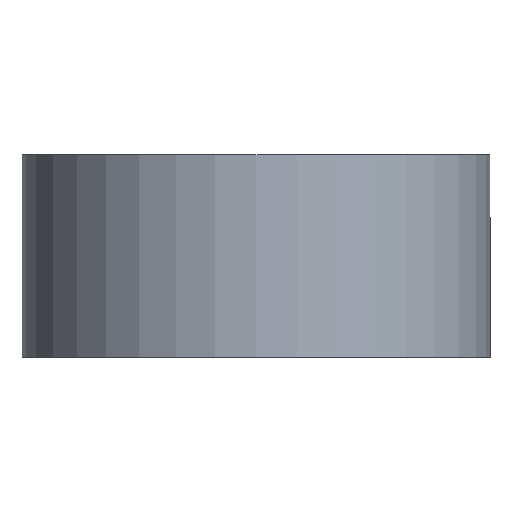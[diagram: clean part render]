
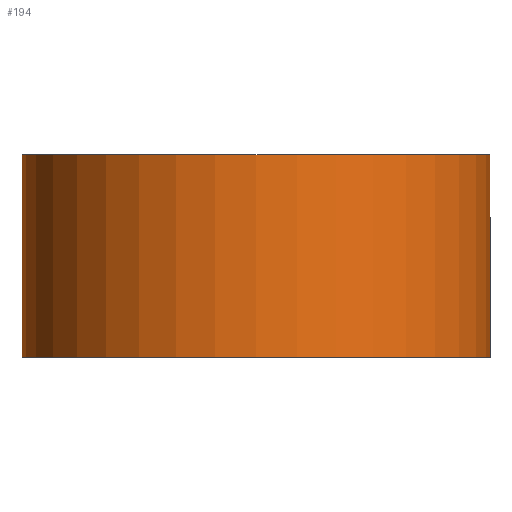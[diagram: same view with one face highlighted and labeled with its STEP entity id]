
A CAD part, left-side view. The second image highlights one B-rep face of the part: STEP entity #194.
In plain terms, the highlighted cylindrical face has radius 3.81 mm (diameter 7.62 mm), a partial arc.
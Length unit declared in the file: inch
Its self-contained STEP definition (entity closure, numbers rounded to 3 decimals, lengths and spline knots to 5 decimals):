
#19=CIRCLE('',#222,0.15);
#20=CIRCLE('',#223,0.15);
#22=CYLINDRICAL_SURFACE('',#221,0.15);
#29=FACE_OUTER_BOUND('',#39,.T.);
#39=EDGE_LOOP('',(#158,#159,#160,#161));
#61=LINE('',#321,#82);
#62=LINE('',#327,#83);
#82=VECTOR('',#264,0.3937);
#83=VECTOR('',#271,0.3937);
#98=VERTEX_POINT('',#317);
#99=VERTEX_POINT('',#319);
#100=VERTEX_POINT('',#323);
#101=VERTEX_POINT('',#325);
#122=EDGE_CURVE('',#98,#99,#61,.T.);
#123=EDGE_CURVE('',#100,#98,#19,.T.);
#124=EDGE_CURVE('',#101,#99,#20,.T.);
#125=EDGE_CURVE('',#100,#101,#62,.T.);
#158=ORIENTED_EDGE('',*,*,#123,.T.);
#159=ORIENTED_EDGE('',*,*,#122,.T.);
#160=ORIENTED_EDGE('',*,*,#124,.F.);
#161=ORIENTED_EDGE('',*,*,#125,.F.);
#194=ADVANCED_FACE('',(#29),#22,.T.);
#221=AXIS2_PLACEMENT_3D('',#322,#265,#266);
#222=AXIS2_PLACEMENT_3D('',#324,#267,#268);
#223=AXIS2_PLACEMENT_3D('',#326,#269,#270);
#264=DIRECTION('',(0.,0.,1.));
#265=DIRECTION('center_axis',(0.,0.,1.));
#266=DIRECTION('ref_axis',(0.,1.,0.));
#267=DIRECTION('center_axis',(0.,0.,1.));
#268=DIRECTION('ref_axis',(0.,1.,0.));
#269=DIRECTION('center_axis',(0.,0.,1.));
#270=DIRECTION('ref_axis',(0.,1.,0.));
#271=DIRECTION('',(0.,0.,1.));
#317=CARTESIAN_POINT('',(0.15,0.,0.));
#319=CARTESIAN_POINT('',(0.15,0.,0.13));
#321=CARTESIAN_POINT('',(0.15,0.,0.));
#322=CARTESIAN_POINT('Origin',(0.15,0.15,0.));
#323=CARTESIAN_POINT('',(0.15,0.3,0.));
#324=CARTESIAN_POINT('Origin',(0.15,0.15,0.));
#325=CARTESIAN_POINT('',(0.15,0.3,0.13));
#326=CARTESIAN_POINT('Origin',(0.15,0.15,0.13));
#327=CARTESIAN_POINT('',(0.15,0.3,0.));
